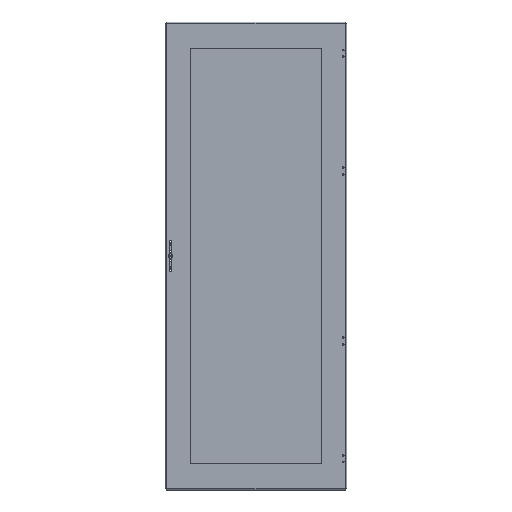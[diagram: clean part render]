
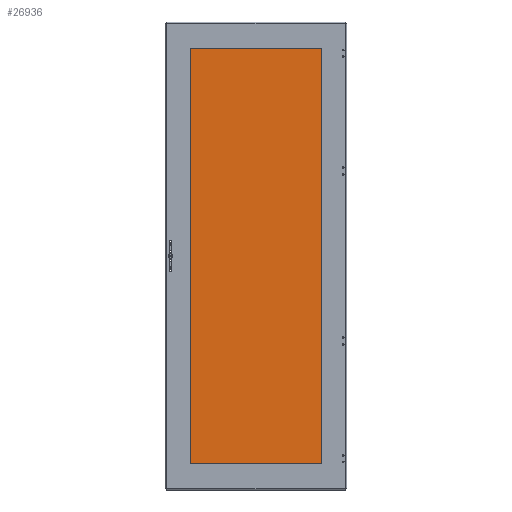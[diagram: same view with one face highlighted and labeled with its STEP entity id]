
A CAD part, top view. The second image highlights one B-rep face of the part: STEP entity #26936.
In plain terms, the highlighted planar face has unit normal (0, 0, 1).
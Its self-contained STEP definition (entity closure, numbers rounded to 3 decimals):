
#1236 = LINE ( 'NONE', #8832, #7532 ) ;
#1682 = EDGE_CURVE ( 'NONE', #2153, #10096, #1236, .T. ) ;
#2044 = AXIS2_PLACEMENT_3D ( 'NONE', #25621, #13135, #12805 ) ;
#2153 = VERTEX_POINT ( 'NONE', #14871 ) ;
#2272 = EDGE_CURVE ( 'NONE', #15782, #2153, #15039, .T. ) ;
#7136 = DIRECTION ( 'NONE',  ( 0., -1., 0. ) ) ;
#7281 = EDGE_LOOP ( 'NONE', ( #22019, #29227, #16837, #26002 ) ) ;
#7407 = DIRECTION ( 'NONE',  ( 1., 0., 0. ) ) ;
#7532 = VECTOR ( 'NONE', #27062, 1000. ) ;
#7534 = EDGE_CURVE ( 'NONE', #16808, #15782, #9502, .T. ) ;
#8832 = CARTESIAN_POINT ( 'NONE',  ( 273.25, -811.05, 4. ) ) ;
#9502 = LINE ( 'NONE', #30259, #21435 ) ;
#10096 = VERTEX_POINT ( 'NONE', #23430 ) ;
#10341 = VECTOR ( 'NONE', #11869, 1000. ) ;
#11869 = DIRECTION ( 'NONE',  ( -1., 0., 0. ) ) ;
#12353 = EDGE_CURVE ( 'NONE', #10096, #16808, #27369, .T. ) ;
#12805 = DIRECTION ( 'NONE',  ( -1., 0., 0. ) ) ;
#13135 = DIRECTION ( 'NONE',  ( 0., 0., -1. ) ) ;
#14871 = CARTESIAN_POINT ( 'NONE',  ( 273.25, -811.05, 4. ) ) ;
#15039 = LINE ( 'NONE', #25334, #28510 ) ;
#15782 = VERTEX_POINT ( 'NONE', #30037 ) ;
#16808 = VERTEX_POINT ( 'NONE', #30039 ) ;
#16837 = ORIENTED_EDGE ( 'NONE', *, *, #7534, .T. ) ;
#16920 = CARTESIAN_POINT ( 'NONE',  ( -273.25, 811.05, 4. ) ) ;
#21435 = VECTOR ( 'NONE', #7136, 1000. ) ;
#22019 = ORIENTED_EDGE ( 'NONE', *, *, #1682, .T. ) ;
#23430 = CARTESIAN_POINT ( 'NONE',  ( 273.25, 811.05, 4. ) ) ;
#25334 = CARTESIAN_POINT ( 'NONE',  ( -273.25, -811.05, 4. ) ) ;
#25621 = CARTESIAN_POINT ( 'NONE',  ( 0., 0., 4. ) ) ;
#25784 = PLANE ( 'NONE',  #2044 ) ;
#26002 = ORIENTED_EDGE ( 'NONE', *, *, #2272, .T. ) ;
#26936 = ADVANCED_FACE ( 'NONE', ( #27707 ), #25784, .F. ) ;
#27062 = DIRECTION ( 'NONE',  ( 0., 1., 0. ) ) ;
#27369 = LINE ( 'NONE', #16920, #10341 ) ;
#27707 = FACE_OUTER_BOUND ( 'NONE', #7281, .T. ) ;
#28510 = VECTOR ( 'NONE', #7407, 1000. ) ;
#29227 = ORIENTED_EDGE ( 'NONE', *, *, #12353, .T. ) ;
#30037 = CARTESIAN_POINT ( 'NONE',  ( -273.25, -811.05, 4. ) ) ;
#30039 = CARTESIAN_POINT ( 'NONE',  ( -273.25, 811.05, 4. ) ) ;
#30259 = CARTESIAN_POINT ( 'NONE',  ( -273.25, -811.05, 4. ) ) ;
